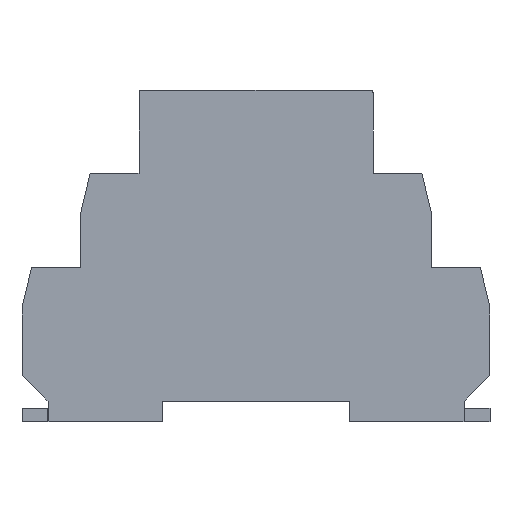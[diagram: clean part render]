
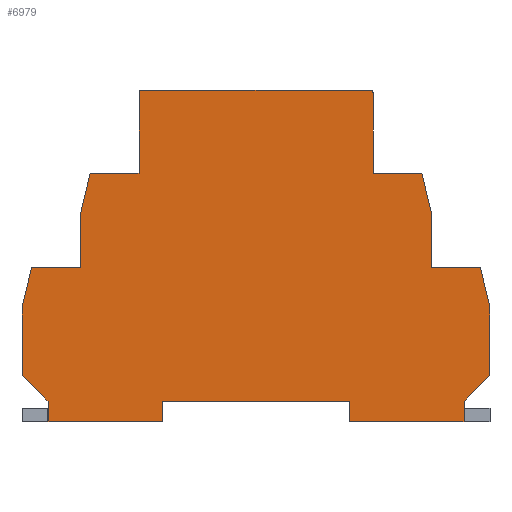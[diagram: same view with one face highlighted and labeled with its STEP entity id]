
A CAD part, left-side view. The second image highlights one B-rep face of the part: STEP entity #6979.
In plain terms, the highlighted planar face has unit normal (-1, 0, 0).
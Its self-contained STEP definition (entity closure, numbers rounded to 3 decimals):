
#258=DIRECTION('',(0.,-1.,0.));
#259=VECTOR('',#258,9.4);
#260=CARTESIAN_POINT('',(101.751,97.238,127.221));
#261=LINE('',#260,#259);
#728=DIRECTION('',(0.,0.,-1.));
#729=VECTOR('',#728,4.);
#730=CARTESIAN_POINT('',(101.751,25.338,83.421));
#731=LINE('',#730,#729);
#752=DIRECTION('',(0.,1.,0.));
#753=VECTOR('',#752,22.);
#754=CARTESIAN_POINT('',(101.751,25.338,79.421));
#755=LINE('',#754,#753);
#764=DIRECTION('',(0.,0.,1.));
#765=VECTOR('',#764,4.);
#766=CARTESIAN_POINT('',(101.751,47.338,79.421));
#767=LINE('',#766,#765);
#840=DIRECTION('',(0.,0.,1.));
#841=VECTOR('',#840,13.15);
#842=CARTESIAN_POINT('',(101.751,110.287,88.371));
#843=LINE('',#842,#841);
#979=DIRECTION('',(0.,-1.,0.));
#980=VECTOR('',#979,9.45);
#981=CARTESIAN_POINT('',(101.751,108.487,109.121));
#982=LINE('',#981,#980);
#1566=DIRECTION('',(0.,-0.707,0.707));
#1567=VECTOR('',#1566,7.);
#1568=CARTESIAN_POINT('',(101.751,25.338,83.421));
#1569=LINE('',#1568,#1567);
#1570=DIRECTION('',(0.,-1.,0.));
#1571=VECTOR('',#1570,36.);
#1572=CARTESIAN_POINT('',(101.751,83.338,83.421));
#1573=LINE('',#1572,#1571);
#1574=DIRECTION('',(0.,0.,1.));
#1575=VECTOR('',#1574,4.);
#1576=CARTESIAN_POINT('',(101.751,83.338,79.421));
#1577=LINE('',#1576,#1575);
#1578=DIRECTION('',(0.,-1.,0.));
#1579=VECTOR('',#1578,22.);
#1580=CARTESIAN_POINT('',(101.751,105.338,79.421));
#1581=LINE('',#1580,#1579);
#1582=DIRECTION('',(0.,0.,-1.));
#1583=VECTOR('',#1582,4.);
#1584=CARTESIAN_POINT('',(101.751,105.338,83.421));
#1585=LINE('',#1584,#1583);
#1586=DIRECTION('',(0.,-0.707,-0.707));
#1587=VECTOR('',#1586,7.);
#1588=CARTESIAN_POINT('',(101.751,110.287,88.371));
#1589=LINE('',#1588,#1587);
#1590=DIRECTION('',(0.,0.23,-0.973));
#1591=VECTOR('',#1590,7.81);
#1592=CARTESIAN_POINT('',(101.751,108.487,109.121));
#1593=LINE('',#1592,#1591);
#1594=DIRECTION('',(0.,0.,-1.));
#1595=VECTOR('',#1594,10.5);
#1596=CARTESIAN_POINT('',(101.751,99.038,119.621));
#1597=LINE('',#1596,#1595);
#1598=DIRECTION('',(0.,0.23,-0.973));
#1599=VECTOR('',#1598,7.81);
#1600=CARTESIAN_POINT('',(101.751,97.238,127.221));
#1601=LINE('',#1600,#1599);
#1602=DIRECTION('',(0.,0.,-1.));
#1603=VECTOR('',#1602,15.5);
#1604=CARTESIAN_POINT('',(101.751,87.838,142.721));
#1605=LINE('',#1604,#1603);
#1606=CARTESIAN_POINT('',(101.751,87.338,142.721));
#1607=DIRECTION('',(-1.,0.,0.));
#1608=DIRECTION('',(0.,0.,1.));
#1609=AXIS2_PLACEMENT_3D('',#1606,#1607,#1608);
#1611=DIRECTION('',(0.,1.,0.));
#1612=VECTOR('',#1611,44.);
#1613=CARTESIAN_POINT('',(101.751,43.338,143.221));
#1614=LINE('',#1613,#1612);
#1615=CARTESIAN_POINT('',(101.751,43.338,142.721));
#1616=DIRECTION('',(-1.,0.,0.));
#1617=DIRECTION('',(0.,-1.,0.));
#1618=AXIS2_PLACEMENT_3D('',#1615,#1616,#1617);
#1620=DIRECTION('',(0.,1.,0.));
#1621=VECTOR('',#1620,9.4);
#1622=CARTESIAN_POINT('',(101.751,33.438,127.221));
#1623=LINE('',#1622,#1621);
#1624=DIRECTION('',(0.,0.23,0.973));
#1625=VECTOR('',#1624,7.81);
#1626=CARTESIAN_POINT('',(101.751,31.638,119.621));
#1627=LINE('',#1626,#1625);
#1628=DIRECTION('',(0.,1.,0.));
#1629=VECTOR('',#1628,9.45);
#1630=CARTESIAN_POINT('',(101.751,22.188,109.121));
#1631=LINE('',#1630,#1629);
#1632=DIRECTION('',(0.,0.23,0.973));
#1633=VECTOR('',#1632,7.81);
#1634=CARTESIAN_POINT('',(101.751,20.388,101.521));
#1635=LINE('',#1634,#1633);
#1636=DIRECTION('',(0.,0.,1.));
#1637=VECTOR('',#1636,13.15);
#1638=CARTESIAN_POINT('',(101.751,20.388,88.371));
#1639=LINE('',#1638,#1637);
#2324=DIRECTION('',(0.,0.,-1.));
#2325=VECTOR('',#2324,15.5);
#2326=CARTESIAN_POINT('',(101.751,42.838,142.721));
#2327=LINE('',#2326,#2325);
#2842=DIRECTION('',(0.,0.,-1.));
#2843=VECTOR('',#2842,10.5);
#2844=CARTESIAN_POINT('',(101.751,31.638,119.621));
#2845=LINE('',#2844,#2843);
#4121=CARTESIAN_POINT('',(101.751,20.388,101.521));
#4122=VERTEX_POINT('',#4121);
#4123=CARTESIAN_POINT('',(101.751,20.388,88.371));
#4124=VERTEX_POINT('',#4123);
#4127=CARTESIAN_POINT('',(101.751,22.188,109.121));
#4128=VERTEX_POINT('',#4127);
#4131=CARTESIAN_POINT('',(101.751,31.638,109.121));
#4132=VERTEX_POINT('',#4131);
#4135=CARTESIAN_POINT('',(101.751,31.638,119.621));
#4136=VERTEX_POINT('',#4135);
#4139=CARTESIAN_POINT('',(101.751,33.438,127.221));
#4140=VERTEX_POINT('',#4139);
#4143=CARTESIAN_POINT('',(101.751,42.838,127.221));
#4144=VERTEX_POINT('',#4143);
#4147=CARTESIAN_POINT('',(101.751,42.838,142.721));
#4148=VERTEX_POINT('',#4147);
#4151=CARTESIAN_POINT('',(101.751,43.338,143.221));
#4152=VERTEX_POINT('',#4151);
#4155=CARTESIAN_POINT('',(101.751,87.338,143.221));
#4156=VERTEX_POINT('',#4155);
#4159=CARTESIAN_POINT('',(101.751,87.838,142.721));
#4160=VERTEX_POINT('',#4159);
#4163=CARTESIAN_POINT('',(101.751,87.838,127.221));
#4164=VERTEX_POINT('',#4163);
#4167=CARTESIAN_POINT('',(101.751,97.238,127.221));
#4168=VERTEX_POINT('',#4167);
#4171=CARTESIAN_POINT('',(101.751,99.038,119.621));
#4172=VERTEX_POINT('',#4171);
#4175=CARTESIAN_POINT('',(101.751,99.038,109.121));
#4176=VERTEX_POINT('',#4175);
#4179=CARTESIAN_POINT('',(101.751,108.487,109.121));
#4180=VERTEX_POINT('',#4179);
#4183=CARTESIAN_POINT('',(101.751,110.287,101.521));
#4184=VERTEX_POINT('',#4183);
#4187=CARTESIAN_POINT('',(101.751,110.287,88.371));
#4188=VERTEX_POINT('',#4187);
#4191=CARTESIAN_POINT('',(101.751,105.338,83.421));
#4192=VERTEX_POINT('',#4191);
#4197=CARTESIAN_POINT('',(101.751,105.338,79.421));
#4198=VERTEX_POINT('',#4197);
#4209=CARTESIAN_POINT('',(101.751,83.338,83.421));
#4210=VERTEX_POINT('',#4209);
#4211=CARTESIAN_POINT('',(101.751,83.338,79.421));
#4212=VERTEX_POINT('',#4211);
#4215=CARTESIAN_POINT('',(101.751,47.338,83.421));
#4216=VERTEX_POINT('',#4215);
#4219=CARTESIAN_POINT('',(101.751,47.338,79.421));
#4220=VERTEX_POINT('',#4219);
#4229=CARTESIAN_POINT('',(101.751,25.338,83.421));
#4230=VERTEX_POINT('',#4229);
#4231=CARTESIAN_POINT('',(101.751,25.338,79.421));
#4232=VERTEX_POINT('',#4231);
#6936=CARTESIAN_POINT('',(101.751,65.338,107.789));
#6937=DIRECTION('',(1.,0.,0.));
#6938=DIRECTION('',(0.,1.,0.));
#6939=AXIS2_PLACEMENT_3D('',#6936,#6937,#6938);
#6940=PLANE('',#6939);
#6941=ORIENTED_EDGE('',*,*,#5506,.F.);
#6942=ORIENTED_EDGE('',*,*,#5525,.T.);
#6943=ORIENTED_EDGE('',*,*,#5589,.T.);
#6944=ORIENTED_EDGE('',*,*,#5605,.T.);
#6945=ORIENTED_EDGE('',*,*,#5619,.F.);
#6946=ORIENTED_EDGE('',*,*,#5633,.F.);
#6947=ORIENTED_EDGE('',*,*,#5650,.F.);
#6948=ORIENTED_EDGE('',*,*,#5718,.F.);
#6949=ORIENTED_EDGE('',*,*,#5771,.F.);
#6950=ORIENTED_EDGE('',*,*,#5785,.T.);
#6951=ORIENTED_EDGE('',*,*,#5955,.F.);
#6952=ORIENTED_EDGE('',*,*,#5969,.T.);
#6953=ORIENTED_EDGE('',*,*,#6761,.F.);
#6954=ORIENTED_EDGE('',*,*,#6930,.F.);
#6955=ORIENTED_EDGE('',*,*,#4863,.T.);
#6957=ORIENTED_EDGE('',*,*,#6956,.F.);
#6959=ORIENTED_EDGE('',*,*,#6958,.F.);
#6961=ORIENTED_EDGE('',*,*,#6960,.F.);
#6963=ORIENTED_EDGE('',*,*,#6962,.F.);
#6965=ORIENTED_EDGE('',*,*,#6964,.T.);
#6967=ORIENTED_EDGE('',*,*,#6966,.F.);
#6969=ORIENTED_EDGE('',*,*,#6968,.F.);
#6971=ORIENTED_EDGE('',*,*,#6970,.T.);
#6973=ORIENTED_EDGE('',*,*,#6972,.F.);
#6975=ORIENTED_EDGE('',*,*,#6974,.F.);
#6976=ORIENTED_EDGE('',*,*,#5335,.F.);
#6977=EDGE_LOOP('',(#6941,#6942,#6943,#6944,#6945,#6946,#6947,#6948,#6949,#6950,
#6951,#6952,#6953,#6954,#6955,#6957,#6959,#6961,#6963,#6965,#6967,#6969,#6971,
#6973,#6975,#6976));
#6978=FACE_OUTER_BOUND('',#6977,.F.);
#1610=CIRCLE('',#1609,0.5);
#1619=CIRCLE('',#1618,0.5);
#4863=EDGE_CURVE('',#4168,#4164,#261,.T.);
#5335=EDGE_CURVE('',#4124,#4122,#1639,.T.);
#5506=EDGE_CURVE('',#4230,#4124,#1569,.T.);
#5525=EDGE_CURVE('',#4230,#4232,#731,.T.);
#5589=EDGE_CURVE('',#4232,#4220,#755,.T.);
#5605=EDGE_CURVE('',#4220,#4216,#767,.T.);
#5619=EDGE_CURVE('',#4210,#4216,#1573,.T.);
#5633=EDGE_CURVE('',#4212,#4210,#1577,.T.);
#5650=EDGE_CURVE('',#4198,#4212,#1581,.T.);
#5718=EDGE_CURVE('',#4192,#4198,#1585,.T.);
#5771=EDGE_CURVE('',#4188,#4192,#1589,.T.);
#5785=EDGE_CURVE('',#4188,#4184,#843,.T.);
#5955=EDGE_CURVE('',#4180,#4184,#1593,.T.);
#5969=EDGE_CURVE('',#4180,#4176,#982,.T.);
#6761=EDGE_CURVE('',#4172,#4176,#1597,.T.);
#6930=EDGE_CURVE('',#4168,#4172,#1601,.T.);
#6956=EDGE_CURVE('',#4160,#4164,#1605,.T.);
#6958=EDGE_CURVE('',#4156,#4160,#1610,.T.);
#6960=EDGE_CURVE('',#4152,#4156,#1614,.T.);
#6962=EDGE_CURVE('',#4148,#4152,#1619,.T.);
#6964=EDGE_CURVE('',#4148,#4144,#2327,.T.);
#6966=EDGE_CURVE('',#4140,#4144,#1623,.T.);
#6968=EDGE_CURVE('',#4136,#4140,#1627,.T.);
#6970=EDGE_CURVE('',#4136,#4132,#2845,.T.);
#6972=EDGE_CURVE('',#4128,#4132,#1631,.T.);
#6974=EDGE_CURVE('',#4122,#4128,#1635,.T.);
#6979=ADVANCED_FACE('',(#6978),#6940,.F.);
